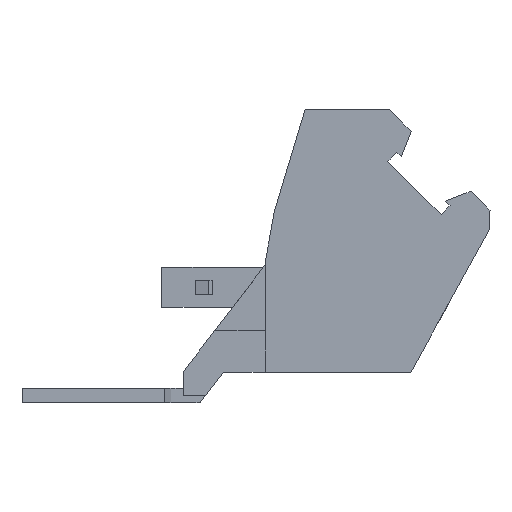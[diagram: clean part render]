
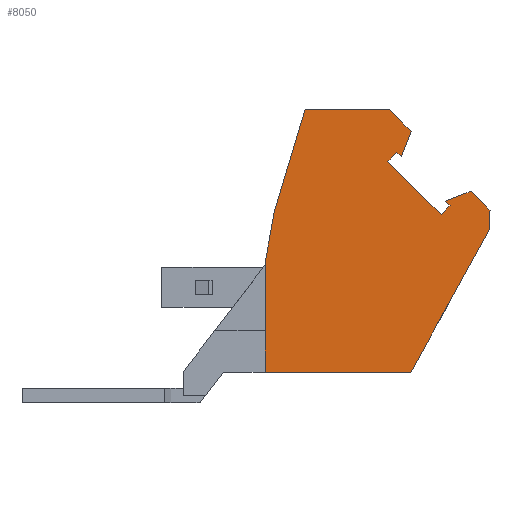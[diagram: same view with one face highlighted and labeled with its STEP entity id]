
A CAD part, left-side view. The second image highlights one B-rep face of the part: STEP entity #8050.
In plain terms, the highlighted face is planar.
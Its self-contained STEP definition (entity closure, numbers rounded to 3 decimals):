
#6700=CARTESIAN_POINT('',(25.978,18.206,
-8.5));
#6710=DIRECTION('',(0.,0.,-1.));
#6720=DIRECTION('',(-0.735,0.678,
0.));
#6730=AXIS2_PLACEMENT_3D('',#6700,#6710,#6720);
#6740=PLANE('',#6730);
#6750=CARTESIAN_POINT('',(31.116,0.,
-8.5));
#6760=DIRECTION('',(0.539,0.843,
0.));
#6770=VECTOR('',#6760,1.);
#6780=LINE('',#6750,#6770);
#6790=CARTESIAN_POINT('',(38.275,11.2,
-8.5));
#6800=VERTEX_POINT('',#6790);
#6810=CARTESIAN_POINT('',(40.606,14.847,
-8.5));
#6820=VERTEX_POINT('',#6810);
#6830=EDGE_CURVE('',#6800,#6820,#6780,.T.);
#6840=ORIENTED_EDGE('',*,*,#6830,.F.);
#6850=CARTESIAN_POINT('',(33.402,0.,
-8.5));
#6860=DIRECTION('',(-0.437,-0.9,
0.));
#6870=VECTOR('',#6860,1.);
#6880=LINE('',#6850,#6870);
#6890=CARTESIAN_POINT('',(44.523,22.918,
-8.5));
#6900=VERTEX_POINT('',#6890);
#6910=EDGE_CURVE('',#6900,#6820,#6880,.T.);
#6920=ORIENTED_EDGE('',*,*,#6910,.T.);
#6930=CARTESIAN_POINT('',(48.632,19.129,
-8.5));
#6940=DIRECTION('',(0.735,-0.678,
0.));
#6950=VECTOR('',#6940,1.);
#6960=LINE('',#6930,#6950);
#6970=CARTESIAN_POINT('',(39.32,27.716,
-8.5));
#6980=VERTEX_POINT('',#6970);
#6990=EDGE_CURVE('',#6980,#6900,#6960,.T.);
#7000=ORIENTED_EDGE('',*,*,#6990,.T.);
#7010=CARTESIAN_POINT('',(53.437,28.288,
-8.5));
#7020=DIRECTION('',(0.999,0.04,
0.));
#7030=VECTOR('',#7020,1.);
#7040=LINE('',#7010,#7030);
#7050=CARTESIAN_POINT('',(36.717,27.611,
-8.5));
#7060=VERTEX_POINT('',#7050);
#7070=EDGE_CURVE('',#7060,#6980,#7040,.T.);
#7080=ORIENTED_EDGE('',*,*,#7070,.T.);
#7090=CARTESIAN_POINT('',(24.568,-3.381,
-8.5));
#7100=DIRECTION('',(0.365,0.931,
0.));
#7110=VECTOR('',#7100,1.);
#7120=LINE('',#7090,#7110);
#7130=CARTESIAN_POINT('',(35.878,25.47,
-8.5));
#7140=VERTEX_POINT('',#7130);
#7150=EDGE_CURVE('',#7140,#7060,#7120,.T.);
#7160=ORIENTED_EDGE('',*,*,#7150,.T.);
#7170=CARTESIAN_POINT('',(52.308,26.135,
-8.5));
#7180=DIRECTION('',(-0.999,-0.04,
0.));
#7190=VECTOR('',#7180,1.);
#7200=LINE('',#7170,#7190);
#7210=CARTESIAN_POINT('',(36.406,25.492,
-8.5));
#7220=VERTEX_POINT('',#7210);
#7230=EDGE_CURVE('',#7220,#7140,#7200,.T.);
#7240=ORIENTED_EDGE('',*,*,#7230,.T.);
#7250=CARTESIAN_POINT('',(37.856,-10.352,
-8.5));
#7260=DIRECTION('',(0.04,-0.999,
0.));
#7270=VECTOR('',#7260,1.);
#7280=LINE('',#7250,#7270);
#7290=CARTESIAN_POINT('',(36.449,24.422,
-8.5));
#7300=VERTEX_POINT('',#7290);
#7310=EDGE_CURVE('',#7220,#7300,#7280,.T.);
#7320=ORIENTED_EDGE('',*,*,#7310,.F.);
#7330=CARTESIAN_POINT('',(51.883,25.047,
-8.5));
#7340=DIRECTION('',(-0.999,-0.04,
0.));
#7350=VECTOR('',#7340,1.);
#7360=LINE('',#7330,#7350);
#7370=CARTESIAN_POINT('',(30.129,24.167,
-8.5));
#7380=VERTEX_POINT('',#7370);
#7390=EDGE_CURVE('',#7300,#7380,#7360,.T.);
#7400=ORIENTED_EDGE('',*,*,#7390,.F.);
#7410=CARTESIAN_POINT('',(31.107,0.,
-8.5));
#7420=DIRECTION('',(-0.04,0.999,
0.));
#7430=VECTOR('',#7420,1.);
#7440=LINE('',#7410,#7430);
#7450=CARTESIAN_POINT('',(30.086,25.236,
-8.5));
#7460=VERTEX_POINT('',#7450);
#7470=EDGE_CURVE('',#7380,#7460,#7440,.T.);
#7480=ORIENTED_EDGE('',*,*,#7470,.F.);
#7490=CARTESIAN_POINT('',(0.,24.018,
-8.5));
#7500=DIRECTION('',(0.999,0.04,
0.));
#7510=VECTOR('',#7500,1.);
#7520=LINE('',#7490,#7510);
#7530=CARTESIAN_POINT('',(30.613,25.257,
-8.5));
#7540=VERTEX_POINT('',#7530);
#7550=EDGE_CURVE('',#7460,#7540,#7520,.T.);
#7560=ORIENTED_EDGE('',*,*,#7550,.F.);
#7570=CARTESIAN_POINT('',(42.954,0.,
-8.5));
#7580=DIRECTION('',(-0.439,0.898,
0.));
#7590=VECTOR('',#7580,1.);
#7600=LINE('',#7570,#7590);
#7610=CARTESIAN_POINT('',(29.604,27.323,
-8.5));
#7620=VERTEX_POINT('',#7610);
#7630=EDGE_CURVE('',#7540,#7620,#7600,.T.);
#7640=ORIENTED_EDGE('',*,*,#7630,.F.);
#7650=CARTESIAN_POINT('',(0.,26.125,
-8.5));
#7660=DIRECTION('',(0.999,0.04,
0.));
#7670=VECTOR('',#7660,1.);
#7680=LINE('',#7650,#7670);
#7690=CARTESIAN_POINT('',(27.355,27.232,
-8.5));
#7700=VERTEX_POINT('',#7690);
#7710=EDGE_CURVE('',#7700,#7620,#7680,.T.);
#7720=ORIENTED_EDGE('',*,*,#7710,.T.);
#7730=CARTESIAN_POINT('',(2.241,0.,
-8.5));
#7740=DIRECTION('',(0.678,0.735,
0.));
#7750=VECTOR('',#7740,1.);
#7760=LINE('',#7730,#7750);
#7770=CARTESIAN_POINT('',(26.308,26.096,
-8.5));
#7780=VERTEX_POINT('',#7770);
#7790=EDGE_CURVE('',#7780,#7700,#7760,.T.);
#7800=ORIENTED_EDGE('',*,*,#7790,.T.);
#7810=CARTESIAN_POINT('',(19.878,0.,
-8.5));
#7820=DIRECTION('',(0.239,0.971,
0.));
#7830=VECTOR('',#7820,1.);
#7840=LINE('',#7810,#7830);
#7850=CARTESIAN_POINT('',(23.008,12.704,
-8.5));
#7860=VERTEX_POINT('',#7850);
#7870=EDGE_CURVE('',#7860,#7780,#7840,.T.);
#7880=ORIENTED_EDGE('',*,*,#7870,.T.);
#7890=CARTESIAN_POINT('',(0.,33.922,
-8.5));
#7900=DIRECTION('',(-0.735,0.678,
0.));
#7910=VECTOR('',#7900,1.);
#7920=LINE('',#7890,#7910);
#7930=CARTESIAN_POINT('',(32.008,4.404,
-8.5));
#7940=VERTEX_POINT('',#7930);
#7950=EDGE_CURVE('',#7940,#7860,#7920,.T.);
#7960=ORIENTED_EDGE('',*,*,#7950,.T.);
#7970=CARTESIAN_POINT('',(27.947,0.,
-8.5));
#7980=DIRECTION('',(-0.678,-0.735,
0.));
#7990=VECTOR('',#7980,1.);
#8000=LINE('',#7970,#7990);
#8010=EDGE_CURVE('',#6800,#7940,#8000,.T.);
#8020=ORIENTED_EDGE('',*,*,#8010,.T.);
#8030=EDGE_LOOP('',(#8020,#7960,#7880,#7800,#7720,#7640,#7560,#7480,
#7400,#7320,#7240,#7160,#7080,#7000,#6920,#6840));
#8040=FACE_OUTER_BOUND('',#8030,.T.);
#8050=ADVANCED_FACE('',(#8040),#6740,.T.);
